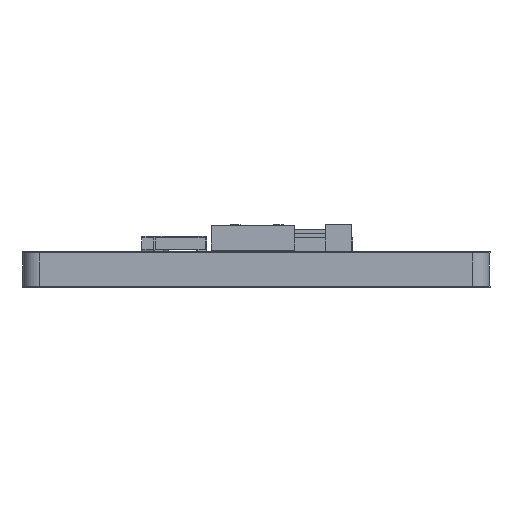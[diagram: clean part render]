
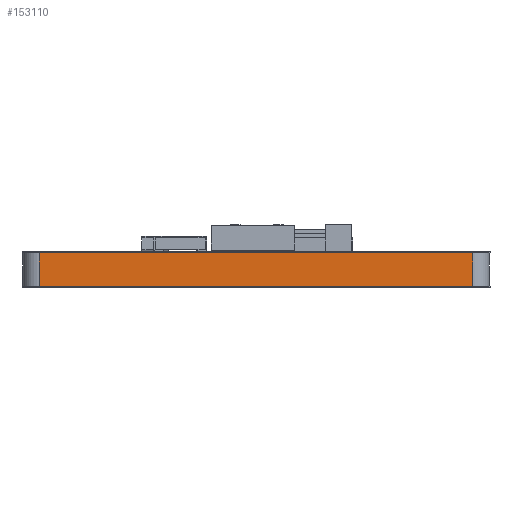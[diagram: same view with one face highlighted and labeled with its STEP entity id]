
A CAD part, left-side view. The second image highlights one B-rep face of the part: STEP entity #153110.
In plain terms, the highlighted planar face has unit normal (-1, 0, 0).
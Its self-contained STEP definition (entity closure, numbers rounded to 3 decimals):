
#151247 = VERTEX_POINT('',#151248);
#151248 = CARTESIAN_POINT('',(-9.,6.5,0.));
#151254 = EDGE_CURVE('',#151255,#151247,#151257,.T.);
#151255 = VERTEX_POINT('',#151256);
#151256 = CARTESIAN_POINT('',(-9.,-6.5,0.));
#151257 = LINE('',#151258,#151259);
#151258 = CARTESIAN_POINT('',(-9.,-6.5,0.));
#151259 = VECTOR('',#151260,1.);
#151260 = DIRECTION('',(0.,1.,0.));
#152208 = VERTEX_POINT('',#152209);
#152209 = CARTESIAN_POINT('',(-9.,6.5,1.));
#152215 = EDGE_CURVE('',#152216,#152208,#152218,.T.);
#152216 = VERTEX_POINT('',#152217);
#152217 = CARTESIAN_POINT('',(-9.,-6.5,1.));
#152218 = LINE('',#152219,#152220);
#152219 = CARTESIAN_POINT('',(-9.,-6.5,1.));
#152220 = VECTOR('',#152221,1.);
#152221 = DIRECTION('',(0.,1.,0.));
#153100 = EDGE_CURVE('',#151255,#152216,#153101,.T.);
#153101 = LINE('',#153102,#153103);
#153102 = CARTESIAN_POINT('',(-9.,-6.5,0.));
#153103 = VECTOR('',#153104,1.);
#153104 = DIRECTION('',(0.,0.,1.));
#153110 = ADVANCED_FACE('',(#153111),#153122,.T.);
#153111 = FACE_BOUND('',#153112,.T.);
#153112 = EDGE_LOOP('',(#153113,#153114,#153115,#153121));
#153113 = ORIENTED_EDGE('',*,*,#153100,.T.);
#153114 = ORIENTED_EDGE('',*,*,#152215,.T.);
#153115 = ORIENTED_EDGE('',*,*,#153116,.F.);
#153116 = EDGE_CURVE('',#151247,#152208,#153117,.T.);
#153117 = LINE('',#153118,#153119);
#153118 = CARTESIAN_POINT('',(-9.,6.5,0.));
#153119 = VECTOR('',#153120,1.);
#153120 = DIRECTION('',(0.,0.,1.));
#153121 = ORIENTED_EDGE('',*,*,#151254,.F.);
#153122 = PLANE('',#153123);
#153123 = AXIS2_PLACEMENT_3D('',#153124,#153125,#153126);
#153124 = CARTESIAN_POINT('',(-9.,-6.5,0.));
#153125 = DIRECTION('',(-1.,0.,0.));
#153126 = DIRECTION('',(0.,1.,0.));
